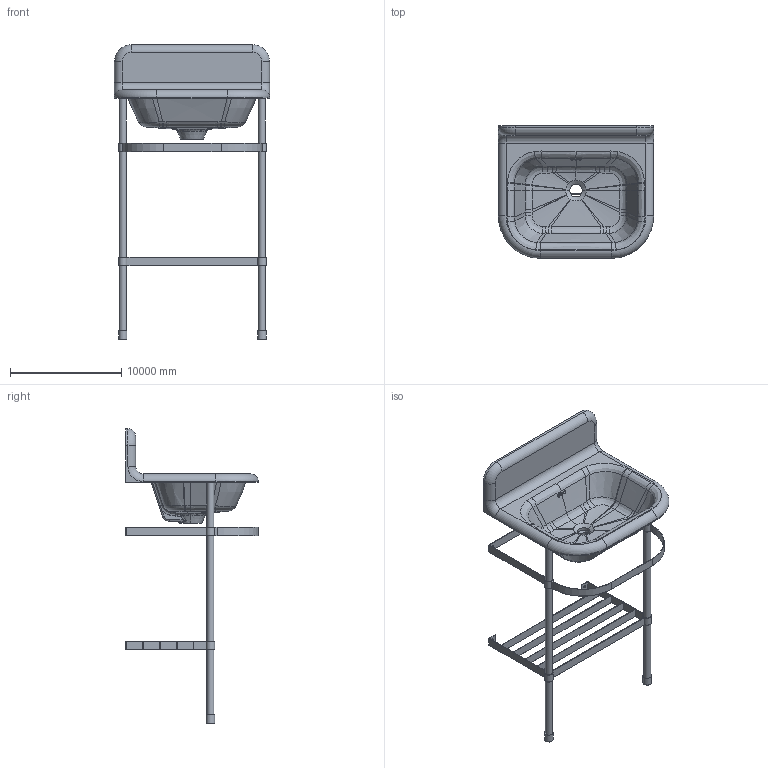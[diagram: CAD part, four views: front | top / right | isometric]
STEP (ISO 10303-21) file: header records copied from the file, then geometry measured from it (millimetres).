
FILE_DESCRIPTION( ('This file contains a STEP AP42 implementation' ,'as created by ZW3D STEP Interface translator.') ,'2;1' );
FILE_NAME( 'B7E UPS B7ES-3d.stp' ,'23 224.1147 9', (''), ('ZWCAD Software Co.'), 'Version 1.0', 'ZW3D to STEP translator', '' );
FILE_SCHEMA(('AUTOMOTIVE_DESIGN { 1 0 10303 214 1 1 1 1 }'));
Length unit declared in the file: millimetre
Products named in the file (2): 0; B7E UPS B7ES-3d
Bounding box: 13970 x 11938 x 26504.73 mm (x, y, z)
Volume: 116673241562.9 mm3; surface area: 912018004.3 mm2
Topology: 22 solids, 22 shells, 439 faces, 992 edges, 599 vertices
Faces by surface type: bspline 235, plane 118, cylinder 65, torus 15, cone 4, sphere 2
Full cylindrical faces by diameter (mm): 203.2 x4, 304.8 x2, 609.6 x2, 645.16 x6, 762 x6
Entity records: 24871 total; most frequent: CARTESIAN_POINT 16057, ORIENTED_EDGE 1984, DIRECTION 1295, EDGE_CURVE 992, VERTEX_POINT 599, AXIS2_PLACEMENT_3D 505, EDGE_LOOP 465, FACE_OUTER_BOUND 439
